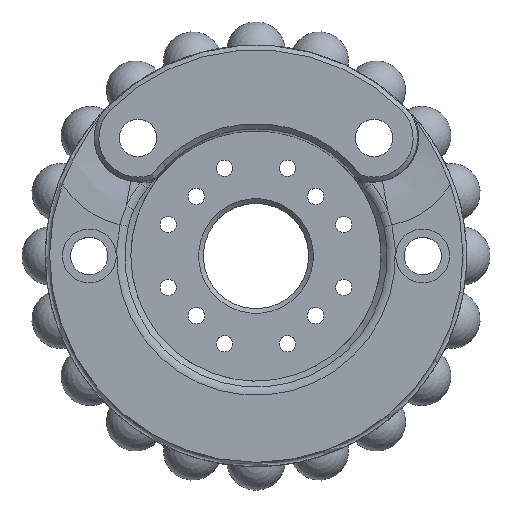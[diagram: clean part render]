
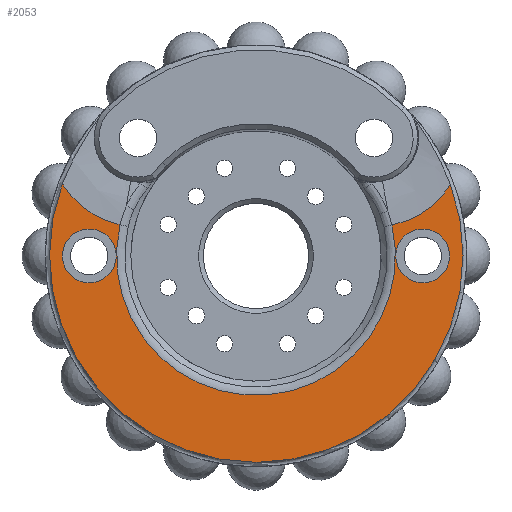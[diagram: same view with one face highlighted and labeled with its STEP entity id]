
A CAD part, top view. The second image highlights one B-rep face of the part: STEP entity #2053.
In plain terms, the highlighted planar face has unit normal (0, 0, 1).
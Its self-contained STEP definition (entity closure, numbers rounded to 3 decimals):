
#144=FACE_BOUND('',#566,.T.);
#145=FACE_BOUND('',#567,.T.);
#169=PLANE('',#2248);
#394=FACE_OUTER_BOUND('',#565,.T.);
#565=EDGE_LOOP('',(#1719,#1720,#1721,#1722));
#566=EDGE_LOOP('',(#1723));
#567=EDGE_LOOP('',(#1724));
#771=CIRCLE('',#2153,17.665);
#793=CIRCLE('',#2184,11.914);
#835=CIRCLE('',#2247,7.599);
#836=CIRCLE('',#2249,7.599);
#837=CIRCLE('',#2250,2.3);
#838=CIRCLE('',#2251,2.3);
#904=VERTEX_POINT('',#3000);
#905=VERTEX_POINT('',#3012);
#952=VERTEX_POINT('',#3616);
#953=VERTEX_POINT('',#3618);
#1070=VERTEX_POINT('',#5099);
#1071=VERTEX_POINT('',#5101);
#1097=EDGE_CURVE('',#905,#904,#771,.T.);
#1159=EDGE_CURVE('',#952,#953,#793,.T.);
#1311=EDGE_CURVE('',#905,#952,#835,.T.);
#1312=EDGE_CURVE('',#953,#904,#836,.T.);
#1313=EDGE_CURVE('',#1070,#1070,#837,.T.);
#1314=EDGE_CURVE('',#1071,#1071,#838,.T.);
#1719=ORIENTED_EDGE('',*,*,#1159,.F.);
#1720=ORIENTED_EDGE('',*,*,#1311,.F.);
#1721=ORIENTED_EDGE('',*,*,#1097,.T.);
#1722=ORIENTED_EDGE('',*,*,#1312,.F.);
#1723=ORIENTED_EDGE('',*,*,#1313,.T.);
#1724=ORIENTED_EDGE('',*,*,#1314,.T.);
#2053=ADVANCED_FACE('',(#394,#144,#145),#169,.T.);
#2153=AXIS2_PLACEMENT_3D('',#3013,#2399,#2400);
#2184=AXIS2_PLACEMENT_3D('',#3619,#2466,#2467);
#2247=AXIS2_PLACEMENT_3D('',#5096,#2642,#2643);
#2248=AXIS2_PLACEMENT_3D('',#5097,#2644,#2645);
#2249=AXIS2_PLACEMENT_3D('',#5098,#2646,#2647);
#2250=AXIS2_PLACEMENT_3D('',#5100,#2648,#2649);
#2251=AXIS2_PLACEMENT_3D('',#5102,#2650,#2651);
#2399=DIRECTION('center_axis',(0.,0.,
1.));
#2400=DIRECTION('ref_axis',(-0.707,0.707,0.));
#2466=DIRECTION('center_axis',(0.,0.,
1.));
#2467=DIRECTION('ref_axis',(-0.001,-1.,0.));
#2642=DIRECTION('center_axis',(0.,0.,
1.));
#2643=DIRECTION('ref_axis',(-0.815,-0.579,0.));
#2644=DIRECTION('center_axis',(0.,0.,
1.));
#2645=DIRECTION('ref_axis',(0.707,0.707,0.));
#2646=DIRECTION('center_axis',(0.,0.,
1.));
#2647=DIRECTION('ref_axis',(0.809,-0.587,0.));
#2648=DIRECTION('center_axis',(0.,0.,
-1.));
#2649=DIRECTION('ref_axis',(0.707,0.707,0.));
#2650=DIRECTION('center_axis',(0.,0.,
-1.));
#2651=DIRECTION('ref_axis',(0.707,0.707,0.));
#3000=CARTESIAN_POINT('',(16.612,6.1,9.4));
#3012=CARTESIAN_POINT('',(-16.543,6.151,9.4));
#3013=CARTESIAN_POINT('Origin',(0.025,0.025,9.4));
#3616=CARTESIAN_POINT('',(-11.613,2.664,9.4));
#3618=CARTESIAN_POINT('',(11.617,2.645,9.4));
#3619=CARTESIAN_POINT('Origin',(0.,0.,
9.4));
#5096=CARTESIAN_POINT('Origin',(-10.051,10.101,9.4));
#5097=CARTESIAN_POINT('Origin',(0.,0.,
9.4));
#5098=CARTESIAN_POINT('Origin',(10.151,10.101,9.4));
#5099=CARTESIAN_POINT('',(12.624,-1.626,9.4));
#5100=CARTESIAN_POINT('Origin',(14.25,0.,9.4));
#5101=CARTESIAN_POINT('',(-15.876,-1.626,9.4));
#5102=CARTESIAN_POINT('Origin',(-14.25,0.,
9.4));
